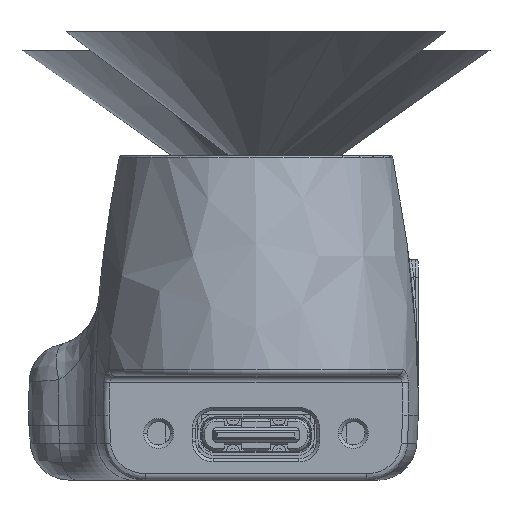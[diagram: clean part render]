
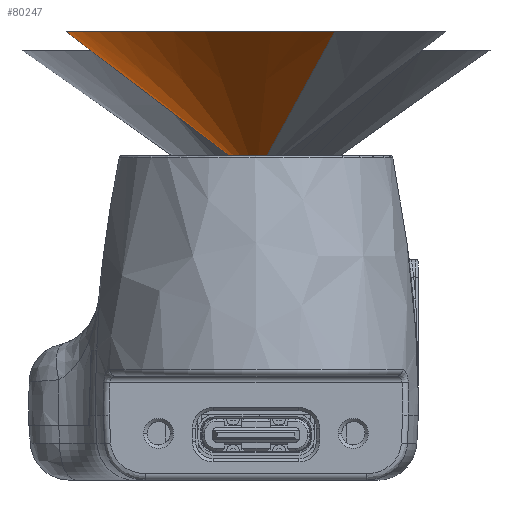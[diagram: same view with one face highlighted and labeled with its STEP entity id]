
A CAD part, left-side view. The second image highlights one B-rep face of the part: STEP entity #80247.
In plain terms, the highlighted conical face has half-angle 52.882 degrees and reference radius 7.48 mm.
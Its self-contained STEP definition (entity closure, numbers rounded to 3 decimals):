
#80203=DIRECTION('',(0.726,0.33,-0.603));
#80204=VECTOR('',#80203,18.394);
#80205=CARTESIAN_POINT('',(-35.271,-6.067,
9.52));
#80206=LINE('',#80205,#80204);
#80207=DIRECTION('',(0.726,0.33,0.603));
#80208=VECTOR('',#80207,18.394);
#80209=CARTESIAN_POINT('',(-21.917,-0.002,
-1.58));
#80210=LINE('',#80209,#80208);
#80211=CARTESIAN_POINT('',(-21.917,-0.002,
9.52));
#80212=DIRECTION('',(0.,0.,1.));
#80213=DIRECTION('',(0.91,0.414,0.));
#80214=AXIS2_PLACEMENT_3D('',#80211,#80212,#80213);
#80216=CARTESIAN_POINT('',(-35.271,-6.067,
9.52));
#80217=CARTESIAN_POINT('',(-8.563,6.064,
9.52));
#80218=VERTEX_POINT('',#80216);
#80219=VERTEX_POINT('',#80217);
#80220=CARTESIAN_POINT('',(-21.917,-0.002,
-1.58));
#80221=VERTEX_POINT('',#80220);
#80236=CARTESIAN_POINT('',(-21.917,-0.002,4.081));
#80237=DIRECTION('',(0.,0.,1.));
#80238=DIRECTION('',(0.91,0.414,0.));
#80239=AXIS2_PLACEMENT_3D('',#80236,#80237,#80238);
#80240=CONICAL_SURFACE('',#80239,7.48,52.882);
#80241=ORIENTED_EDGE('',*,*,#80227,.T.);
#80242=ORIENTED_EDGE('',*,*,#80231,.T.);
#80244=ORIENTED_EDGE('',*,*,#80243,.T.);
#80245=EDGE_LOOP('',(#80241,#80242,#80244));
#80246=FACE_OUTER_BOUND('',#80245,.F.);
#80247=ADVANCED_FACE('',(#80246),#80240,.T.);
#80215=CIRCLE('',#80214,14.667);
#80227=EDGE_CURVE('',#80218,#80221,#80206,.T.);
#80231=EDGE_CURVE('',#80221,#80219,#80210,.T.);
#80243=EDGE_CURVE('',#80219,#80218,#80215,.T.);
